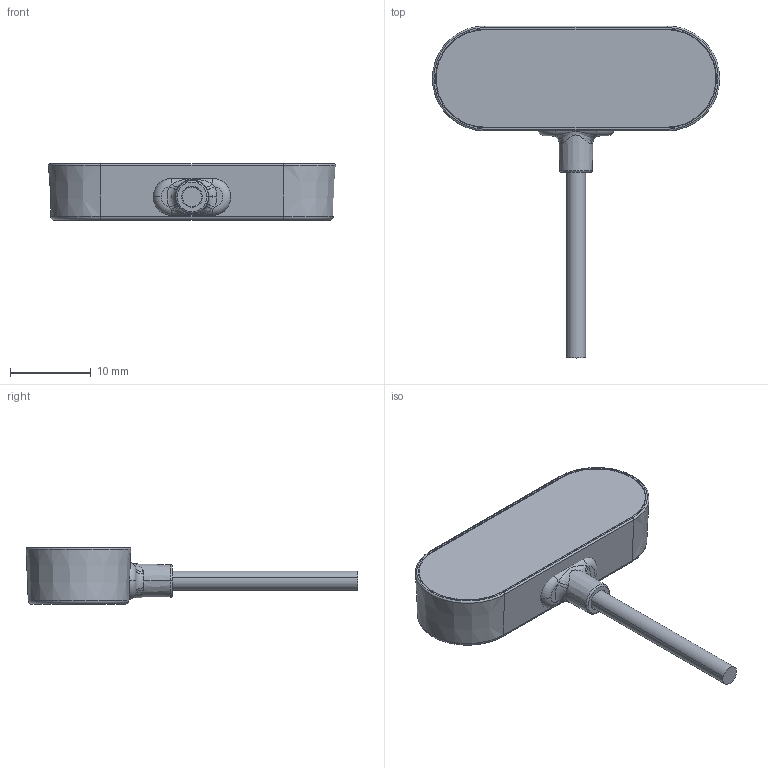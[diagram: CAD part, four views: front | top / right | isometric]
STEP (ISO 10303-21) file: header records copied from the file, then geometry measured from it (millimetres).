
FILE_DESCRIPTION(('FreeCAD Model'),'2;1');
FILE_NAME('Open CASCADE Shape Model','2025-05-10T19:51:27',(''),(''), 'Open CASCADE STEP processor 7.8','FreeCAD','Unknown');
FILE_SCHEMA(('AUTOMOTIVE_DESIGN { 1 0 10303 214 1 1 1 1 }'));
Length unit declared in the file: millimetre
Products named in the file (7): TOFSense-M S006; TOFSense-M S; TOFSense-M S001; TOFSense-M S002; TOFSense-M S003; TOFSense-M S004; TOFSense-M S005
Assembly tree (6 placements, depth 2):
  TOFSense-M S006
    TOFSense-M S
    TOFSense-M S001
    TOFSense-M S002
    TOFSense-M S003
    TOFSense-M S004
    TOFSense-M S005
Bounding box: 35.58 x 41.1 x 7 mm (x, y, z)
Volume: 2570.7 mm3; surface area: 3253 mm2
Topology: 6 solids, 6 shells, 569 faces, 1586 edges, 1041 vertices
Faces by surface type: cylinder 372, plane 147, cone 28, torus 12, bspline 10
Entity records: 21409 total; most frequent: CARTESIAN_POINT 6317, DIRECTION 3315, ORIENTED_EDGE 3172, EDGE_CURVE 1586, AXIS2_PLACEMENT_3D 1301, VERTEX_POINT 1041, CIRCLE 735, LINE 713
